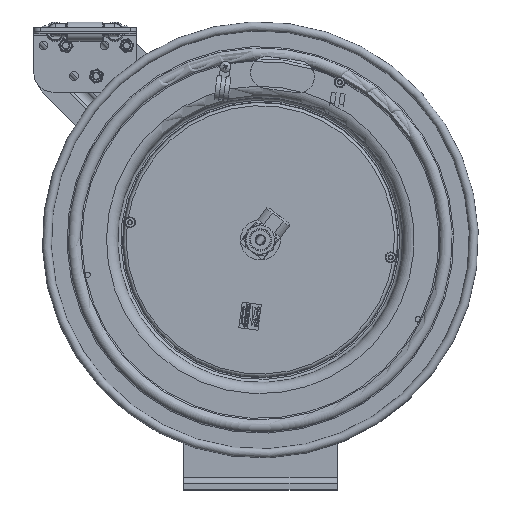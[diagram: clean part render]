
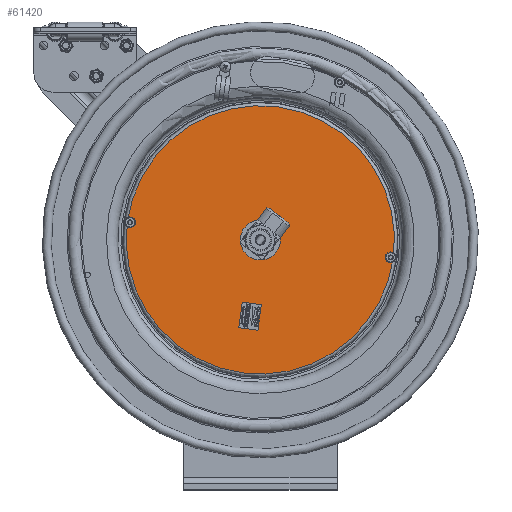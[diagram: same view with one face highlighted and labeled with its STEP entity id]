
A CAD part, top view. The second image highlights one B-rep face of the part: STEP entity #61420.
In plain terms, the highlighted planar face has unit normal (0, 0, 1).
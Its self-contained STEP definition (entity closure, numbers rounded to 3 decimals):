
#3307=FACE_BOUND('',#9752,.T.);
#3308=FACE_BOUND('',#9753,.T.);
#3309=FACE_BOUND('',#9754,.T.);
#4549=CIRCLE('',#64632,5.232);
#4550=CIRCLE('',#64633,5.232);
#4554=CIRCLE('',#64638,0.65);
#4555=CIRCLE('',#64639,0.1);
#4556=CIRCLE('',#64640,0.1);
#7262=FACE_OUTER_BOUND('',#9751,.T.);
#9751=EDGE_LOOP('',(#50926,#50927));
#9752=EDGE_LOOP('',(#50928));
#9753=EDGE_LOOP('',(#50929));
#9754=EDGE_LOOP('',(#50930));
#28094=VERTEX_POINT('',#102893);
#28095=VERTEX_POINT('',#102894);
#28098=VERTEX_POINT('',#102903);
#28099=VERTEX_POINT('',#102905);
#28100=VERTEX_POINT('',#102907);
#37571=EDGE_CURVE('',#28094,#28095,#4549,.T.);
#37572=EDGE_CURVE('',#28095,#28094,#4550,.T.);
#37576=EDGE_CURVE('',#28098,#28098,#4554,.T.);
#37577=EDGE_CURVE('',#28099,#28099,#4555,.T.);
#37578=EDGE_CURVE('',#28100,#28100,#4556,.T.);
#50926=ORIENTED_EDGE('',*,*,#37571,.T.);
#50927=ORIENTED_EDGE('',*,*,#37572,.T.);
#50928=ORIENTED_EDGE('',*,*,#37576,.F.);
#50929=ORIENTED_EDGE('',*,*,#37577,.T.);
#50930=ORIENTED_EDGE('',*,*,#37578,.T.);
#57241=PLANE('',#64637);
#61420=ADVANCED_FACE('',(#7262,#3307,#3308,#3309),#57241,.T.);
#64632=AXIS2_PLACEMENT_3D('',#102895,#74222,#74223);
#64633=AXIS2_PLACEMENT_3D('',#102896,#74224,#74225);
#64637=AXIS2_PLACEMENT_3D('',#102902,#74232,#74233);
#64638=AXIS2_PLACEMENT_3D('',#102904,#74234,#74235);
#64639=AXIS2_PLACEMENT_3D('',#102906,#74236,#74237);
#64640=AXIS2_PLACEMENT_3D('',#102908,#74238,#74239);
#74222=DIRECTION('center_axis',(0.,0.,
1.));
#74223=DIRECTION('ref_axis',(-0.133,-0.991,0.));
#74224=DIRECTION('center_axis',(0.,0.,
1.));
#74225=DIRECTION('ref_axis',(-0.133,-0.991,0.));
#74232=DIRECTION('center_axis',(0.,0.,
1.));
#74233=DIRECTION('ref_axis',(-0.991,0.133,0.));
#74234=DIRECTION('center_axis',(0.,0.,
1.));
#74235=DIRECTION('ref_axis',(-0.133,-0.991,0.));
#74236=DIRECTION('center_axis',(0.,0.,
-1.));
#74237=DIRECTION('ref_axis',(0.133,0.991,0.));
#74238=DIRECTION('center_axis',(0.,0.,
-1.));
#74239=DIRECTION('ref_axis',(0.133,0.991,0.));
#102893=CARTESIAN_POINT('',(4.112,6.435,-17.614));
#102894=CARTESIAN_POINT('',(9.994,10.923,-17.614));
#102895=CARTESIAN_POINT('Origin',(4.809,11.62,-17.614));
#102896=CARTESIAN_POINT('Origin',(4.809,11.62,-17.614));
#102902=CARTESIAN_POINT('Origin',(4.417,8.705,-17.614));
#102903=CARTESIAN_POINT('',(4.722,10.976,-17.614));
#102904=CARTESIAN_POINT('Origin',(4.809,11.62,-17.614));
#102905=CARTESIAN_POINT('',(9.875,10.838,-17.614));
#102906=CARTESIAN_POINT('Origin',(9.888,10.937,-17.614));
#102907=CARTESIAN_POINT('',(-0.284,12.204,-17.614));
#102908=CARTESIAN_POINT('Origin',(-0.271,12.303,-17.614));
